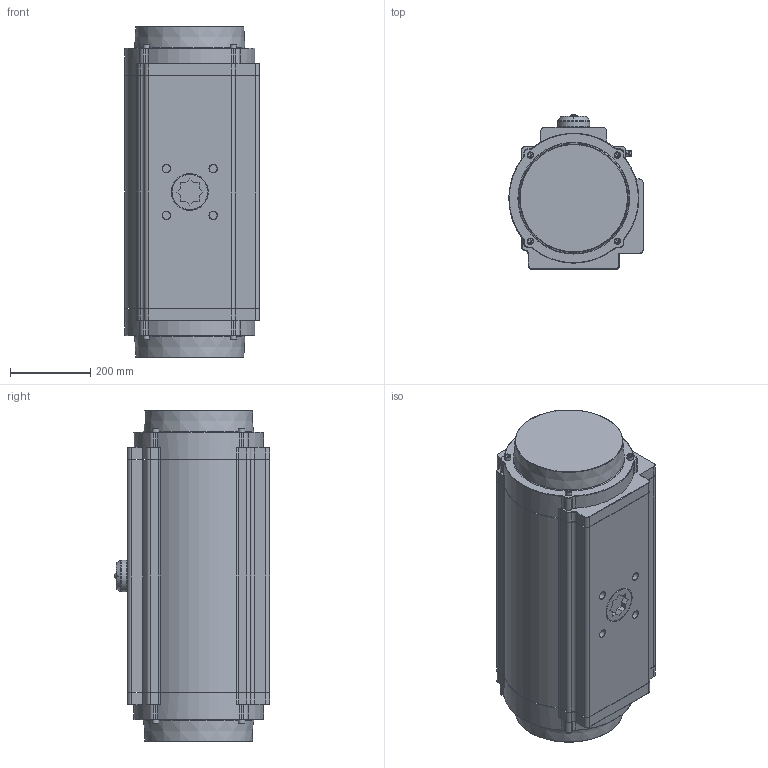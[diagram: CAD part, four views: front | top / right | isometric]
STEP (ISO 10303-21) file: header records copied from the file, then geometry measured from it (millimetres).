
FILE_DESCRIPTION(/* description */ (''),/* implementation_level */ '2;1');
FILE_NAME(/* name */ 'DA-300_3D_STEP.stp',/* time_stamp */ '2024-12-25T01:41:43+03:00',/* author */ ('igorr'),/* organization */ (''),/* preprocessor_version */ 'ST-DEVELOPER v20',/* originating_system */ 'Autodesk Inventor 2025',/* authorisation */ '');
FILE_SCHEMA (('AUTOMOTIVE_DESIGN { 1 0 10303 214 3 1 1 }'));
Length unit declared in the file: millimetre
Products named in the file (6): Сборка; Деталь1; JIS B 1111 - M8x10; ANSI B18.2.4.2M - M8x1,25; AS 1110 - M8 x 12; AS 1420 - 1973 - M10 x 16
Assembly tree (14 placements, depth 2):
  Сборка
    Деталь1
    JIS B 1111 - M8x10
    ANSI B18.2.4.2M - M8x1,25  x2
    AS 1110 - M8 x 12  x2
    AS 1420 - 1973 - M10 x 16  x8
Bounding box: 335.01 x 386.63 x 825 mm (x, y, z)
Volume: 75612114.3 mm3; surface area: 1701280.8 mm2
Topology: 16 solids, 16 shells, 637 faces, 1575 edges, 1010 vertices
Faces by surface type: plane 322, cylinder 154, cone 73, torus 60, bspline 27, sphere 1
Full cylindrical faces by diameter (mm): 1 x1, 5 x4, 6 x4, 6.647 x2, 6.75 x1, 8 x5, 10 x8, 11 x12, 13 x2, 16 x8, 17.8 x1, 18.631 x2, 20 x5, 47.271 x1, 79 x1, 90 x1, 92 x1
Entity records: 16186 total; most frequent: CARTESIAN_POINT 3816, DIRECTION 2477, ORIENTED_EDGE 2436, EDGE_CURVE 1218, AXIS2_PLACEMENT_3D 912, VERTEX_POINT 783, LINE 653, VECTOR 653
